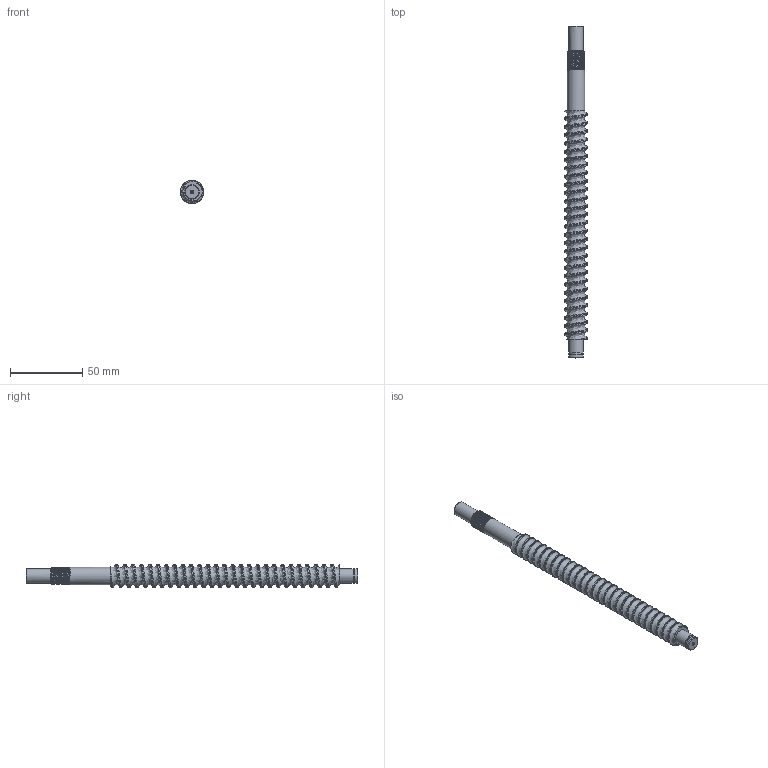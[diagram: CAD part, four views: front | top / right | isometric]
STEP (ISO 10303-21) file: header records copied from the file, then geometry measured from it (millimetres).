
FILE_DESCRIPTION(/* description */ (''),/* implementation_level */ '2;1');
FILE_NAME(/* name */ 'SCR1605 v1 v1.step',/* time_stamp */ '2024-06-17T13:19:27+05:30',/* author */ (''),/* organization */ (''),/* preprocessor_version */ 'ST-DEVELOPER v20',/* originating_system */ 'Autodesk Translation Framework v12.14.0.127',/* authorisation */ '');
FILE_SCHEMA (('AUTOMOTIVE_DESIGN { 1 0 10303 214 3 1 1 }'));
Length unit declared in the file: millimetre
Products named in the file (1): SCR1605 v1
Bounding box: 16 x 230 x 16 mm (x, y, z)
Volume: 30313.5 mm3; surface area: 15059 mm2
Topology: 1 solids, 1 shells, 138 faces, 381 edges, 251 vertices
Faces by surface type: cylinder 105, bspline 13, cone 11, plane 9
Full cylindrical faces by diameter (mm): 2 x2, 9.6 x1, 10 x3, 12 x11, 14.2 x27, 16 x54
Entity records: 24363 total; most frequent: CARTESIAN_POINT 21290, ORIENTED_EDGE 762, DIRECTION 446, EDGE_CURVE 381, VERTEX_POINT 251, B_SPLINE_CURVE_WITH_KNOTS 202, AXIS2_PLACEMENT_3D 166, EDGE_LOOP 144
